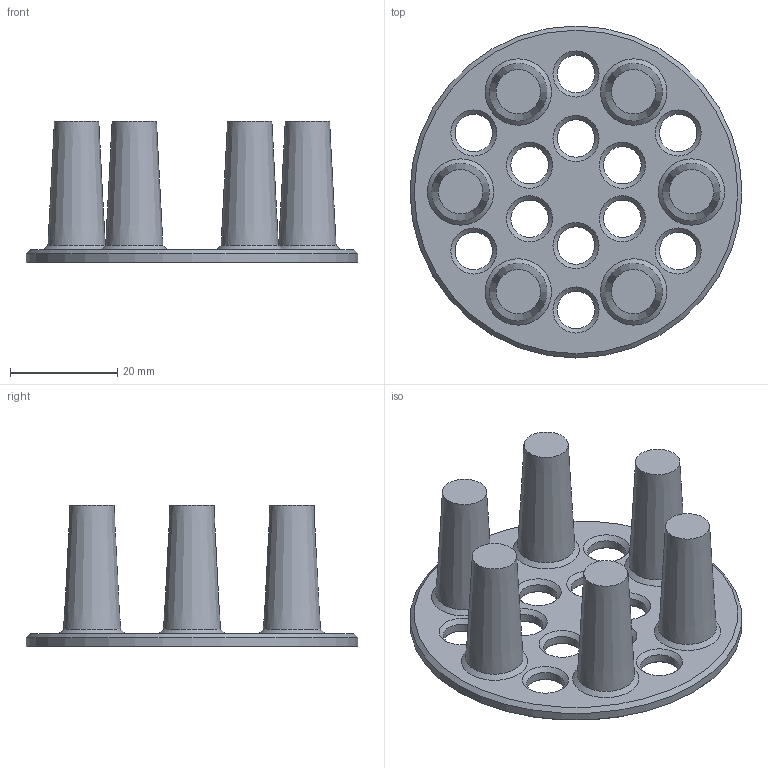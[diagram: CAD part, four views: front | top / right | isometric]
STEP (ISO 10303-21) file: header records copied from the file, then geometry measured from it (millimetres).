
FILE_DESCRIPTION(('FreeCAD Model'),'2;1');
FILE_NAME('Open CASCADE Shape Model','2023-09-17T22:25:48',(''),(''), 'Open CASCADE STEP processor 7.6','FreeCAD','Unknown');
FILE_SCHEMA(('AUTOMOTIVE_DESIGN { 1 0 10303 214 1 1 1 1 }'));
Length unit declared in the file: millimetre
Products named in the file (1): Body
Bounding box: 62 x 62 x 26.5 mm (x, y, z)
Volume: 16643.2 mm3; surface area: 10024.2 mm2
Topology: 1 solids, 1 shells, 59 faces, 121 edges, 70 vertices
Faces by surface type: cone 38, cylinder 13, plane 8
Full cylindrical faces by diameter (mm): 7 x12, 62 x1
Entity records: 3210 total; most frequent: CARTESIAN_POINT 583, DIRECTION 523, ORIENTED_EDGE 242, PCURVE 242, DEFINITIONAL_REPRESENTATION 242, LINE 237, VECTOR 237, AXIS2_PLACEMENT_3D 130
